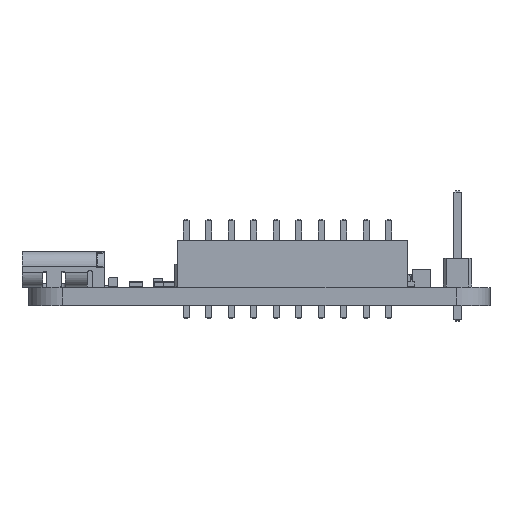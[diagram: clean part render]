
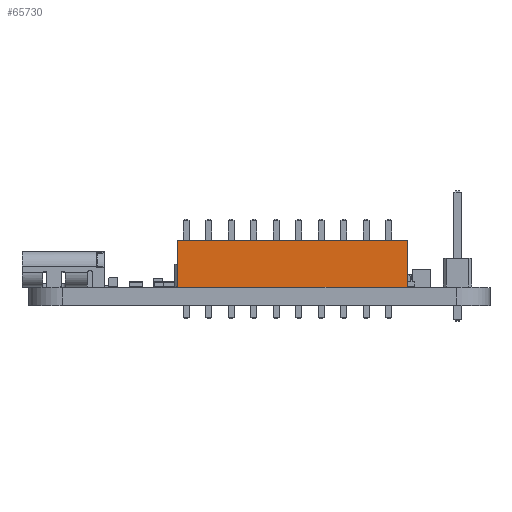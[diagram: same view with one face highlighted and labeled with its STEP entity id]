
A CAD part, top view. The second image highlights one B-rep face of the part: STEP entity #65730.
In plain terms, the highlighted face is planar.
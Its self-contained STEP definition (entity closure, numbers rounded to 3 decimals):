
#3658 = CARTESIAN_POINT ( 'NONE',  ( 153.7, -85.225, 5.8 ) ) ;
#6150 = DIRECTION ( 'NONE',  ( 0., 1., 0. ) ) ;
#13752 = DIRECTION ( 'NONE',  ( 1., 0., 0. ) ) ;
#18155 = EDGE_CURVE ( 'NONE', #94923, #91463, #48531, .T. ) ;
#21674 = DIRECTION ( 'NONE',  ( 0., 0., -1. ) ) ;
#27211 = ORIENTED_EDGE ( 'NONE', *, *, #105452, .F. ) ;
#32846 = CARTESIAN_POINT ( 'NONE',  ( 133.2, -85.225, 1.6 ) ) ;
#36179 = LINE ( 'NONE', #97358, #72355 ) ;
#38279 = EDGE_CURVE ( 'NONE', #105807, #88374, #36179, .T. ) ;
#38689 = VECTOR ( 'NONE', #13752, 1000. ) ;
#41593 = DIRECTION ( 'NONE',  ( 0., 0., 1. ) ) ;
#42550 = EDGE_CURVE ( 'NONE', #105807, #94923, #57422, .T. ) ;
#46171 = ORIENTED_EDGE ( 'NONE', *, *, #38279, .F. ) ;
#47192 = LINE ( 'NONE', #3658, #89522 ) ;
#47559 = EDGE_LOOP ( 'NONE', ( #91942, #27211, #46171, #77681 ) ) ;
#47974 = CARTESIAN_POINT ( 'NONE',  ( 133.2, -85.225, 1.6 ) ) ;
#48531 = LINE ( 'NONE', #47974, #38689 ) ;
#50790 = PLANE ( 'NONE',  #100645 ) ;
#57422 = LINE ( 'NONE', #75236, #93646 ) ;
#59446 = FACE_OUTER_BOUND ( 'NONE', #47559, .T. ) ;
#65730 = ADVANCED_FACE ( 'NONE', ( #59446 ), #50790, .F. ) ;
#72355 = VECTOR ( 'NONE', #104333, 1000. ) ;
#75236 = CARTESIAN_POINT ( 'NONE',  ( 133.2, -85.225, 5.8 ) ) ;
#77681 = ORIENTED_EDGE ( 'NONE', *, *, #42550, .T. ) ;
#88374 = VERTEX_POINT ( 'NONE', #108640 ) ;
#89522 = VECTOR ( 'NONE', #21674, 1000. ) ;
#91463 = VERTEX_POINT ( 'NONE', #114036 ) ;
#91942 = ORIENTED_EDGE ( 'NONE', *, *, #18155, .T. ) ;
#92951 = CARTESIAN_POINT ( 'NONE',  ( 133.2, -85.225, 5.8 ) ) ;
#93646 = VECTOR ( 'NONE', #110500, 1000. ) ;
#94923 = VERTEX_POINT ( 'NONE', #32846 ) ;
#95999 = CARTESIAN_POINT ( 'NONE',  ( 133.2, -85.225, 5.8 ) ) ;
#97358 = CARTESIAN_POINT ( 'NONE',  ( 133.2, -85.225, 5.8 ) ) ;
#100645 = AXIS2_PLACEMENT_3D ( 'NONE', #92951, #6150, #41593 ) ;
#104333 = DIRECTION ( 'NONE',  ( 1., 0., 0. ) ) ;
#105452 = EDGE_CURVE ( 'NONE', #88374, #91463, #47192, .T. ) ;
#105807 = VERTEX_POINT ( 'NONE', #95999 ) ;
#108640 = CARTESIAN_POINT ( 'NONE',  ( 153.7, -85.225, 5.8 ) ) ;
#110500 = DIRECTION ( 'NONE',  ( 0., 0., -1. ) ) ;
#114036 = CARTESIAN_POINT ( 'NONE',  ( 153.7, -85.225, 1.6 ) ) ;
